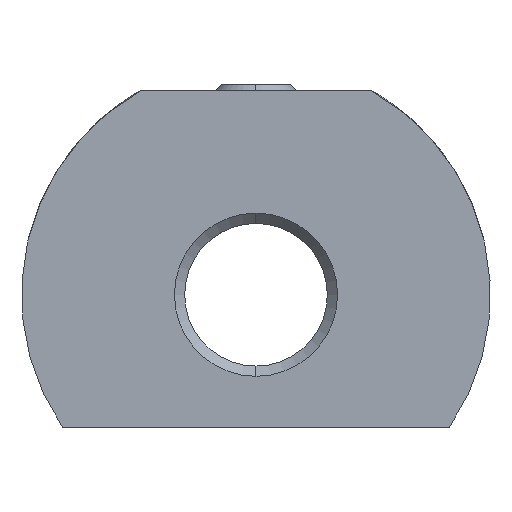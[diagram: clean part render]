
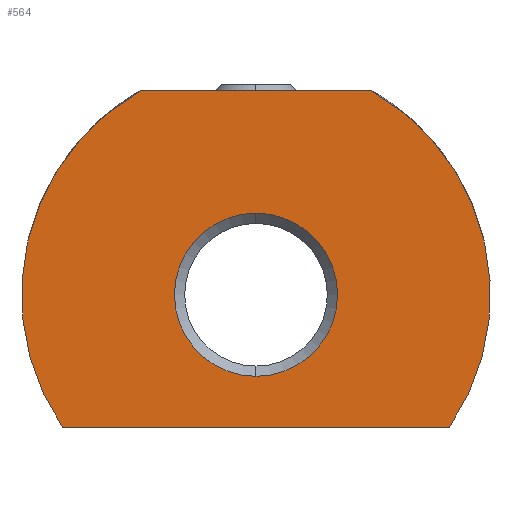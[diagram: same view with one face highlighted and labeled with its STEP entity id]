
A CAD part, front view. The second image highlights one B-rep face of the part: STEP entity #564.
In plain terms, the highlighted planar face has unit normal (0, -1, 0).
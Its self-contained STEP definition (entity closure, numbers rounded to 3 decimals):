
#286=VERTEX_POINT('',#798);
#412=VERTEX_POINT('',#936);
#438=EDGE_CURVE('',#492,#412,#966,.T.);
#456=EDGE_CURVE('',#530,#660,#987,.T.);
#466=EDGE_CURVE('',#668,#286,#997,.T.);
#476=EDGE_CURVE('',#412,#698,#1008,.T.);
#492=VERTEX_POINT('',#1024);
#530=VERTEX_POINT('',#1066);
#564=ADVANCED_FACE('',(#1102,#1103),#1104,.T.);
#646=EDGE_CURVE('',#698,#492,#1195,.T.);
#654=EDGE_CURVE('',#660,#668,#1204,.T.);
#660=VERTEX_POINT('',#1210);
#668=VERTEX_POINT('',#1220);
#698=VERTEX_POINT('',#1254);
#760=EDGE_CURVE('',#286,#530,#1325,.T.);
#798=CARTESIAN_POINT('',(-11.358,-7.5,33.));
#936=CARTESIAN_POINT('',(0.,-7.5,21.0));
#966=CIRCLE('',#1643,8.);
#987=LINE('',#1667,#1668);
#997=LINE('',#1686,#1687);
#1008=CIRCLE('',#1712,8.);
#1024=CARTESIAN_POINT('',(-8.,-7.5,13.0));
#1066=CARTESIAN_POINT('',(-18.974,-7.5,0.));
#1102=FACE_BOUND('',#1876,.T.);
#1103=FACE_OUTER_BOUND('',#1877,.T.);
#1104=PLANE('',#1878);
#1195=CIRCLE('',#2016,8.);
#1204=CIRCLE('',#2026,23.);
#1210=CARTESIAN_POINT('',(18.974,-7.5,0.));
#1220=CARTESIAN_POINT('',(11.358,-7.5,33.));
#1254=CARTESIAN_POINT('',(0.,-7.5,5.));
#1325=CIRCLE('',#2241,23.);
#1643=AXIS2_PLACEMENT_3D('',#2445,#2446,#2447);
#1667=CARTESIAN_POINT('',(-18.974,-7.5,0.));
#1668=VECTOR('',#2472,1.0);
#1686=CARTESIAN_POINT('',(11.358,-7.5,33.));
#1687=VECTOR('',#2479,1.0);
#1712=AXIS2_PLACEMENT_3D('',#2490,#2491,#2492);
#1876=EDGE_LOOP('',(#2578,#2579,#2580));
#1877=EDGE_LOOP('',(#2581,#2582,#2583,#2584));
#1878=AXIS2_PLACEMENT_3D('',#2585,#2586,#2587);
#2016=AXIS2_PLACEMENT_3D('',#2695,#2696,#2697);
#2026=AXIS2_PLACEMENT_3D('',#2705,#2706,#2707);
#2241=AXIS2_PLACEMENT_3D('',#2877,#2878,#2879);
#2445=CARTESIAN_POINT('',(0.,-7.5,13.0));
#2446=DIRECTION('',(0.0,1.0,0.0));
#2447=DIRECTION('',(-1.0,0.0,0.));
#2472=DIRECTION('',(1.0,0.0,0.0));
#2479=DIRECTION('',(-1.0,0.0,0.0));
#2490=CARTESIAN_POINT('',(0.,-7.5,13.0));
#2491=DIRECTION('',(0.0,1.0,0.0));
#2492=DIRECTION('',(-1.0,0.0,0.));
#2578=ORIENTED_EDGE('',*,*,#438,.T.);
#2579=ORIENTED_EDGE('',*,*,#476,.T.);
#2580=ORIENTED_EDGE('',*,*,#646,.T.);
#2581=ORIENTED_EDGE('',*,*,#654,.T.);
#2582=ORIENTED_EDGE('',*,*,#466,.T.);
#2583=ORIENTED_EDGE('',*,*,#760,.T.);
#2584=ORIENTED_EDGE('',*,*,#456,.T.);
#2585=CARTESIAN_POINT('',(0.,-7.5,15.215));
#2586=DIRECTION('',(0.0,-1.0,0.0));
#2587=DIRECTION('',(1.0,0.0,0.0));
#2695=CARTESIAN_POINT('',(0.,-7.5,13.0));
#2696=DIRECTION('',(0.0,1.0,0.0));
#2697=DIRECTION('',(-1.0,0.0,0.));
#2705=CARTESIAN_POINT('',(0.,-7.5,13.));
#2706=DIRECTION('',(0.0,-1.0,0.0));
#2707=DIRECTION('',(0.825,0.0,-0.565));
#2877=CARTESIAN_POINT('',(0.,-7.5,13.));
#2878=DIRECTION('',(0.0,-1.0,0.0));
#2879=DIRECTION('',(-0.494,0.0,0.87));
